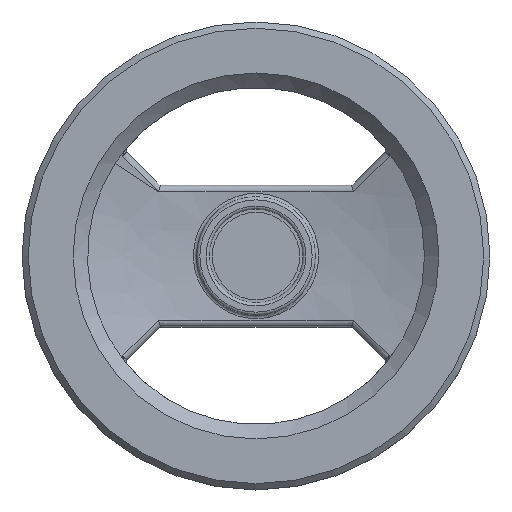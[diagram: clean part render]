
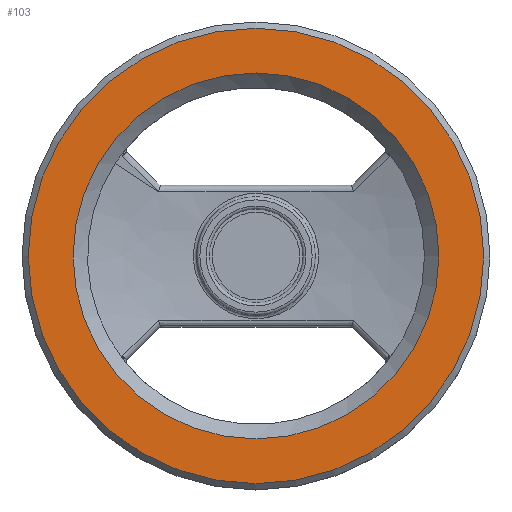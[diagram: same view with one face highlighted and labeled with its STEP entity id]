
A CAD part, top view. The second image highlights one B-rep face of the part: STEP entity #103.
In plain terms, the highlighted planar face has unit normal (0, 0, 1).
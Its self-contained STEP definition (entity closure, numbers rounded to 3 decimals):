
#103 = ADVANCED_FACE( '', ( #258, #259 ), #260, .F. );
#258 = FACE_OUTER_BOUND( '', #867, .T. );
#259 = FACE_BOUND( '', #868, .T. );
#260 = PLANE( '', #869 );
#867 = EDGE_LOOP( '', ( #3184 ) );
#868 = EDGE_LOOP( '', ( #3185 ) );
#869 = AXIS2_PLACEMENT_3D( '', #3186, #3187, #3188 );
#3184 = ORIENTED_EDGE( '', *, *, #3621, .T. );
#3185 = ORIENTED_EDGE( '', *, *, #3622, .F. );
#3186 = CARTESIAN_POINT( '', ( 0., 75., 33. ) );
#3187 = DIRECTION( '', ( 0., 0., -1. ) );
#3188 = DIRECTION( '', ( -1., 0., 0. ) );
#3621 = EDGE_CURVE( '', #3842, #3842, #3843, .F. );
#3622 = EDGE_CURVE( '', #3844, #3844, #3845, .T. );
#3842 = VERTEX_POINT( '', #4539 );
#3843 = CIRCLE( '', #4540, 73. );
#3844 = VERTEX_POINT( '', #4541 );
#3845 = CIRCLE( '', #4542, 58.65 );
#4539 = CARTESIAN_POINT( '', ( -73., 0., 33. ) );
#4540 = AXIS2_PLACEMENT_3D( '', #6064, #6065, #6066 );
#4541 = CARTESIAN_POINT( '', ( 58.65, 0., 33. ) );
#4542 = AXIS2_PLACEMENT_3D( '', #6067, #6068, #6069 );
#6064 = CARTESIAN_POINT( '', ( 0., 0., 33. ) );
#6065 = DIRECTION( '', ( 0., 0., -1. ) );
#6066 = DIRECTION( '', ( -1., 0., 0. ) );
#6067 = CARTESIAN_POINT( '', ( 0., 0., 33. ) );
#6068 = DIRECTION( '', ( 0., 0., 1. ) );
#6069 = DIRECTION( '', ( 1., 0., 0. ) );
